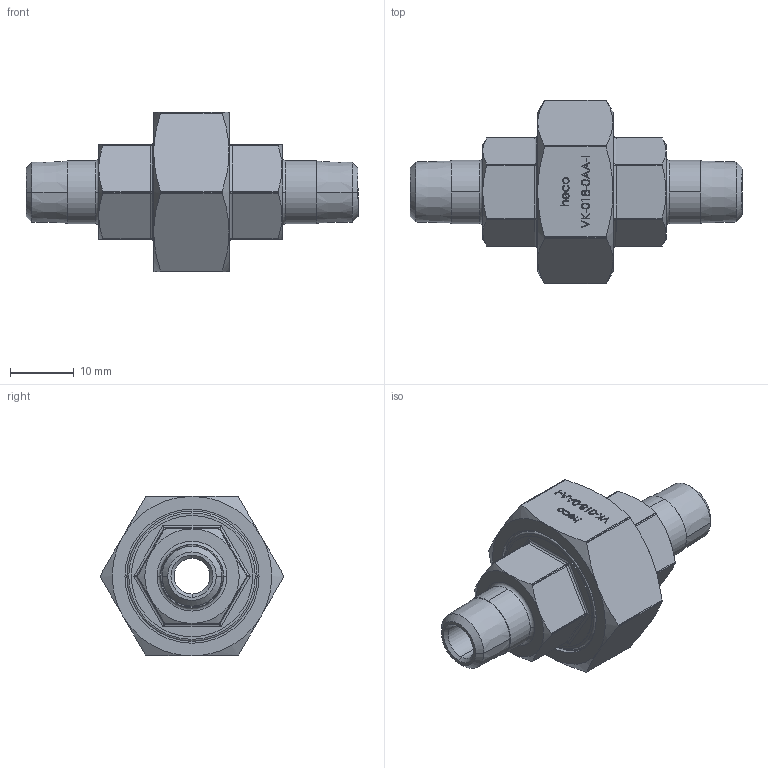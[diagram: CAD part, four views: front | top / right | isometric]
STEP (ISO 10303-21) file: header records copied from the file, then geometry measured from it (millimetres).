
FILE_DESCRIPTION (( 'STEP AP214' ), '1' );
FILE_NAME ('heco_VK-018-0AA-I.STEP', '2016-09-21T07:23:57', ( '' ), ( '' ), 'SwSTEP 2.0', 'SolidWorks 2016', '' );
FILE_SCHEMA (( 'AUTOMOTIVE_DESIGN' ));
Length unit declared in the file: millimetre
Products named in the file (1): heco_VK-018-0AA-I
Bounding box: 52 x 28.77 x 25.05 mm (x, y, z)
Volume: 8877.3 mm3; surface area: 4808.3 mm2
Topology: 1 solids, 1 shells, 337 faces, 837 edges, 524 vertices
Faces by surface type: plane 129, bspline 82, cylinder 76, cone 44, torus 6
Entity records: 15959 total; most frequent: CARTESIAN_POINT 7045, ORIENTED_EDGE 1650, DIRECTION 1125, EDGE_CURVE 825, VERTEX_POINT 524, VECTOR 421, LINE 421, EDGE_LOOP 373
